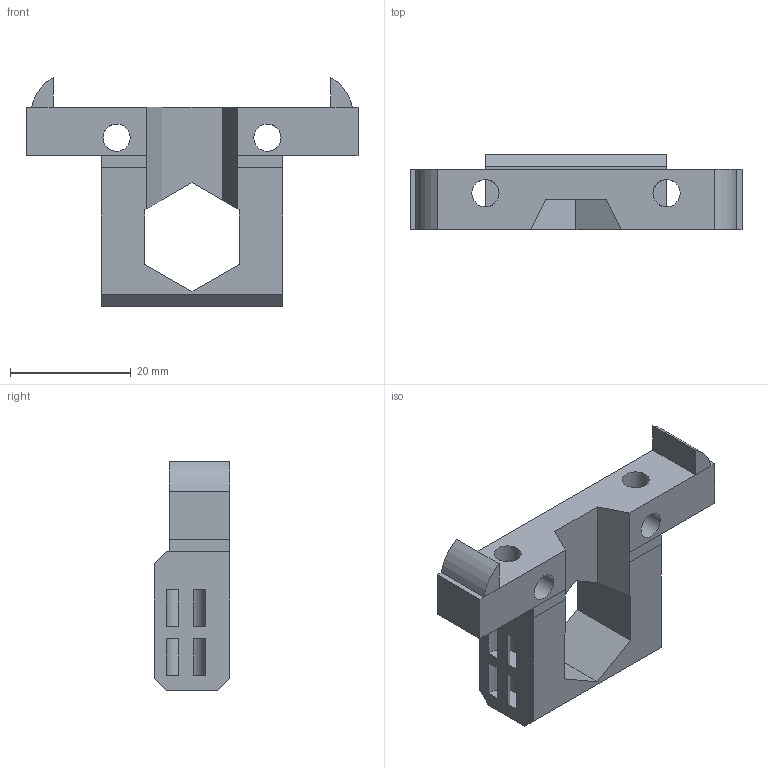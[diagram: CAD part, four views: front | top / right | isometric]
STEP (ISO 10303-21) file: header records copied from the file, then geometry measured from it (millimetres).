
FILE_DESCRIPTION(('FreeCAD Model'),'2;1');
FILE_NAME('Open CASCADE Shape Model','2023-09-20T16:51:02',(''),(''), 'Open CASCADE STEP processor 7.6','FreeCAD','Unknown');
FILE_SCHEMA(('AUTOMOTIVE_DESIGN { 1 0 10303 214 1 1 1 1 }'));
Length unit declared in the file: millimetre
Products named in the file (1): v0_adapter
Bounding box: 55 x 12.5 x 37.95 mm (x, y, z)
Volume: 9278.3 mm3; surface area: 5381.7 mm2
Topology: 1 solids, 1 shells, 63 faces, 178 edges, 112 vertices
Faces by surface type: plane 49, cylinder 14
Full cylindrical faces by diameter (mm): 4.5 x4
Entity records: 5560 total; most frequent: CARTESIAN_POINT 1946, DIRECTION 670, LINE 458, VECTOR 458, ORIENTED_EDGE 356, PCURVE 356, DEFINITIONAL_REPRESENTATION 356, EDGE_CURVE 178
